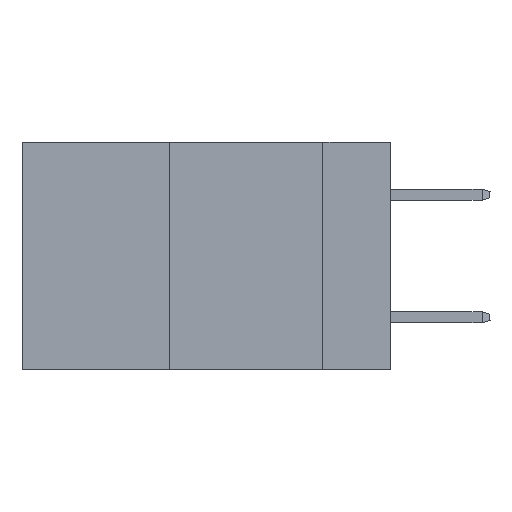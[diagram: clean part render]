
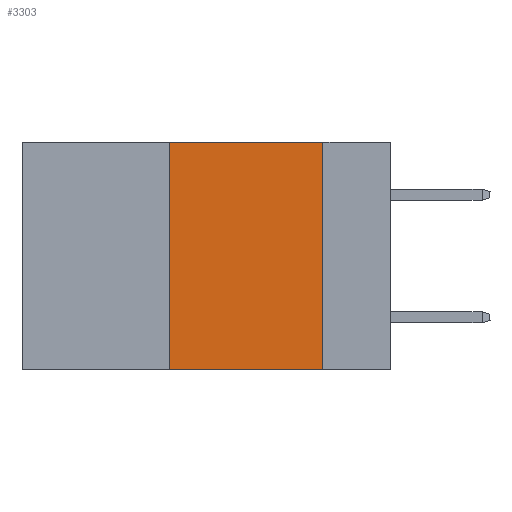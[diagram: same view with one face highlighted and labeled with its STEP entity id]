
A CAD part, left-side view. The second image highlights one B-rep face of the part: STEP entity #3303.
In plain terms, the highlighted planar face has unit normal (-1, 0, 0).
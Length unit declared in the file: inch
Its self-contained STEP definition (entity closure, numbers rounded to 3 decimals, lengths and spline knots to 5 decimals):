
#944 = DIRECTION ( 'NONE',  ( 0., 0., 1. ) ) ;
#1192 = CARTESIAN_POINT ( 'NONE',  ( 0., 0.36, 0. ) ) ;
#1266 = PLANE ( 'NONE',  #6479 ) ;
#1679 = VERTEX_POINT ( 'NONE', #1693 ) ;
#1693 = CARTESIAN_POINT ( 'NONE',  ( 0., 0.11, -0.37 ) ) ;
#1753 = EDGE_LOOP ( 'NONE', ( #12842, #8714, #7911, #10864 ) ) ;
#1804 = LINE ( 'NONE', #12121, #11866 ) ;
#1834 = LINE ( 'NONE', #8334, #9992 ) ;
#3303 = ADVANCED_FACE ( 'NONE', ( #15550 ), #1266, .F. ) ;
#5457 = VERTEX_POINT ( 'NONE', #9020 ) ;
#6165 = CARTESIAN_POINT ( 'NONE',  ( 0., 0.6, 0. ) ) ;
#6410 = CARTESIAN_POINT ( 'NONE',  ( 0., 0.6, 0. ) ) ;
#6479 = AXIS2_PLACEMENT_3D ( 'NONE', #6410, #14364, #13014 ) ;
#6727 = VERTEX_POINT ( 'NONE', #1192 ) ;
#6956 = DIRECTION ( 'NONE',  ( 0., -1., 0. ) ) ;
#7069 = VECTOR ( 'NONE', #16483, 39.37008 ) ;
#7911 = ORIENTED_EDGE ( 'NONE', *, *, #8257, .F. ) ;
#7984 = EDGE_CURVE ( 'NONE', #5457, #1679, #1834, .T. ) ;
#8183 = EDGE_CURVE ( 'NONE', #6727, #5457, #15047, .T. ) ;
#8257 = EDGE_CURVE ( 'NONE', #12210, #6727, #12531, .T. ) ;
#8334 = CARTESIAN_POINT ( 'NONE',  ( 0., 0.11, 0. ) ) ;
#8714 = ORIENTED_EDGE ( 'NONE', *, *, #8183, .F. ) ;
#9020 = CARTESIAN_POINT ( 'NONE',  ( 0., 0.11, 0. ) ) ;
#9547 = DIRECTION ( 'NONE',  ( 0., 0., -1. ) ) ;
#9991 = CARTESIAN_POINT ( 'NONE',  ( 0., 0.36, 0. ) ) ;
#9992 = VECTOR ( 'NONE', #9547, 39.37008 ) ;
#10864 = ORIENTED_EDGE ( 'NONE', *, *, #14566, .T. ) ;
#11866 = VECTOR ( 'NONE', #6956, 39.37008 ) ;
#12121 = CARTESIAN_POINT ( 'NONE',  ( 0., 0.6, -0.37 ) ) ;
#12210 = VERTEX_POINT ( 'NONE', #13652 ) ;
#12531 = LINE ( 'NONE', #9991, #16252 ) ;
#12842 = ORIENTED_EDGE ( 'NONE', *, *, #7984, .F. ) ;
#13014 = DIRECTION ( 'NONE',  ( 0., 0., -1. ) ) ;
#13652 = CARTESIAN_POINT ( 'NONE',  ( 0., 0.36, -0.37 ) ) ;
#14364 = DIRECTION ( 'NONE',  ( 1., 0., 0. ) ) ;
#14566 = EDGE_CURVE ( 'NONE', #12210, #1679, #1804, .T. ) ;
#15047 = LINE ( 'NONE', #6165, #7069 ) ;
#15550 = FACE_OUTER_BOUND ( 'NONE', #1753, .T. ) ;
#16252 = VECTOR ( 'NONE', #944, 39.37008 ) ;
#16483 = DIRECTION ( 'NONE',  ( 0., -1., 0. ) ) ;
